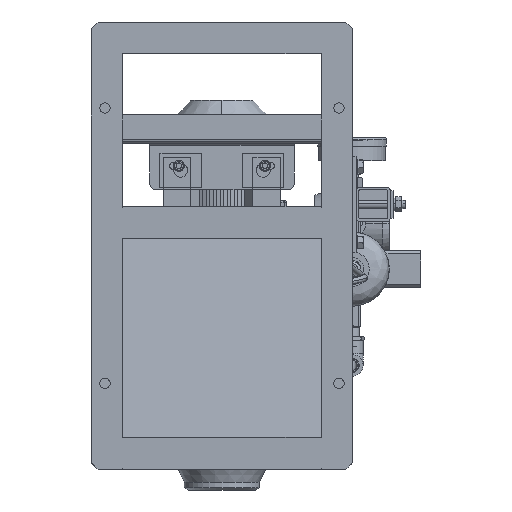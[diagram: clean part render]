
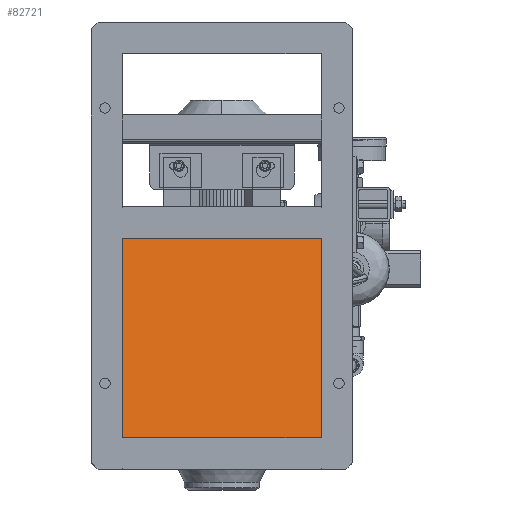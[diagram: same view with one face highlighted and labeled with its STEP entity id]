
A CAD part, front view. The second image highlights one B-rep face of the part: STEP entity #82721.
In plain terms, the highlighted planar face has unit normal (0, -0.985, 0.17).
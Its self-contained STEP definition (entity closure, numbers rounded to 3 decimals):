
#2785 = LINE ( 'NONE', #72267, #70168 ) ;
#4127 = CARTESIAN_POINT ( 'NONE',  ( 144., -252.985, -78.657 ) ) ;
#6319 = EDGE_LOOP ( 'NONE', ( #67909, #63645, #86683, #47060 ) ) ;
#11505 = EDGE_CURVE ( 'NONE', #61627, #86030, #32485, .T. ) ;
#17274 = CARTESIAN_POINT ( 'NONE',  ( 144., -252.985, -78.657 ) ) ;
#23626 = EDGE_CURVE ( 'NONE', #86030, #80900, #107301, .T. ) ;
#32485 = LINE ( 'NONE', #92505, #50755 ) ;
#34074 = DIRECTION ( 'NONE',  ( 0., -0.17, -0.985 ) ) ;
#47060 = ORIENTED_EDGE ( 'NONE', *, *, #101133, .F. ) ;
#50755 = VECTOR ( 'NONE', #58813, 1000. ) ;
#51287 = CARTESIAN_POINT ( 'NONE',  ( -144., -252.985, -78.657 ) ) ;
#51807 = VERTEX_POINT ( 'NONE', #4127 ) ;
#58813 = DIRECTION ( 'NONE',  ( -1., 0., 0. ) ) ;
#59509 = DIRECTION ( 'NONE',  ( 0., -0.17, -0.985 ) ) ;
#61627 = VERTEX_POINT ( 'NONE', #67507 ) ;
#62482 = CARTESIAN_POINT ( 'NONE',  ( 144., -252.985, -78.657 ) ) ;
#63645 = ORIENTED_EDGE ( 'NONE', *, *, #23626, .T. ) ;
#64690 = DIRECTION ( 'NONE',  ( 0., 0.985, -0.17 ) ) ;
#67087 = VECTOR ( 'NONE', #59509, 1000. ) ;
#67452 = FACE_OUTER_BOUND ( 'NONE', #6319, .T. ) ;
#67507 = CARTESIAN_POINT ( 'NONE',  ( 144., -202.985, 211. ) ) ;
#67909 = ORIENTED_EDGE ( 'NONE', *, *, #11505, .T. ) ;
#69120 = LINE ( 'NONE', #17274, #89842 ) ;
#70168 = VECTOR ( 'NONE', #96576, 1000. ) ;
#72267 = CARTESIAN_POINT ( 'NONE',  ( 144., -252.985, -78.657 ) ) ;
#72485 = AXIS2_PLACEMENT_3D ( 'NONE', #62482, #64690, #81730 ) ;
#73385 = PLANE ( 'NONE',  #72485 ) ;
#80900 = VERTEX_POINT ( 'NONE', #81507 ) ;
#81507 = CARTESIAN_POINT ( 'NONE',  ( -144., -252.985, -78.657 ) ) ;
#81730 = DIRECTION ( 'NONE',  ( 0., 0.17, 0.985 ) ) ;
#82721 = ADVANCED_FACE ( 'NONE', ( #67452 ), #73385, .F. ) ;
#86030 = VERTEX_POINT ( 'NONE', #106578 ) ;
#86683 = ORIENTED_EDGE ( 'NONE', *, *, #103695, .F. ) ;
#89842 = VECTOR ( 'NONE', #34074, 1000. ) ;
#92505 = CARTESIAN_POINT ( 'NONE',  ( 144., -202.985, 211. ) ) ;
#96576 = DIRECTION ( 'NONE',  ( -1., 0., 0. ) ) ;
#101133 = EDGE_CURVE ( 'NONE', #61627, #51807, #69120, .T. ) ;
#103695 = EDGE_CURVE ( 'NONE', #51807, #80900, #2785, .T. ) ;
#106578 = CARTESIAN_POINT ( 'NONE',  ( -144., -202.985, 211. ) ) ;
#107301 = LINE ( 'NONE', #51287, #67087 ) ;
